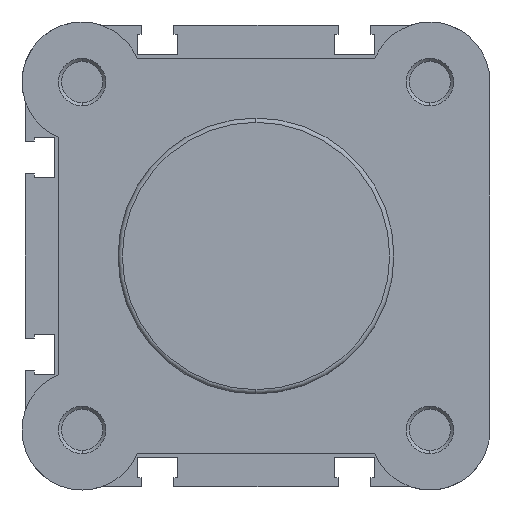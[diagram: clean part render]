
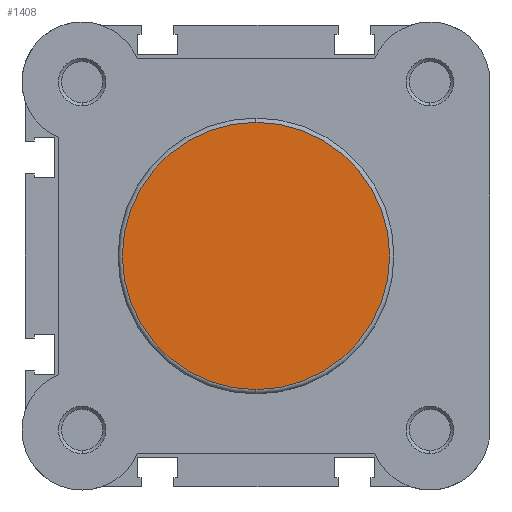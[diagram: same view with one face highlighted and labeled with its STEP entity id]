
A CAD part, left-side view. The second image highlights one B-rep face of the part: STEP entity #1408.
In plain terms, the highlighted planar face has unit normal (-1, 0, 0).
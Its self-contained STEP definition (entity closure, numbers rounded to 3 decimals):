
#130 = EDGE_CURVE ( 'NONE', #580, #555, #2621, .T. ) ;
#166 = AXIS2_PLACEMENT_3D ( 'NONE', #3409, #3411, #3412 ) ;
#191 = AXIS2_PLACEMENT_3D ( 'NONE', #3252, #3253, #3254 ) ;
#276 = EDGE_CURVE ( 'NONE', #555, #580, #2710, .T. ) ;
#555 = VERTEX_POINT ( 'NONE', #3741 ) ;
#580 = VERTEX_POINT ( 'NONE', #3766 ) ;
#1194 = EDGE_LOOP ( 'NONE', ( #2095, #2096 ) ) ;
#1408 = ADVANCED_FACE ( 'NONE', ( #4595 ), #5285, .F. ) ;
#2095 = ORIENTED_EDGE ( 'NONE', *, *, #276, .T. ) ;
#2096 = ORIENTED_EDGE ( 'NONE', *, *, #130, .T. ) ;
#2621 = CIRCLE ( 'NONE', #191, 21.7 ) ;
#2710 = CIRCLE ( 'NONE', #166, 21.7 ) ;
#3252 = CARTESIAN_POINT ( 'NONE',  ( 0., 0., 0. ) ) ;
#3253 = DIRECTION ( 'NONE',  ( -1., 0., 0. ) ) ;
#3254 = DIRECTION ( 'NONE',  ( 0., 0., -1. ) ) ;
#3409 = CARTESIAN_POINT ( 'NONE',  ( 0., 0., 0. ) ) ;
#3411 = DIRECTION ( 'NONE',  ( -1., 0., 0. ) ) ;
#3412 = DIRECTION ( 'NONE',  ( 0., 0., -1. ) ) ;
#3741 = CARTESIAN_POINT ( 'NONE',  ( 0., 0., -21.7 ) ) ;
#3766 = CARTESIAN_POINT ( 'NONE',  ( 0., 0., 21.7 ) ) ;
#4595 = FACE_OUTER_BOUND ( 'NONE', #1194, .T. ) ;
#5285 = PLANE ( 'NONE',  #6389 ) ;
#5351 = CARTESIAN_POINT ( 'NONE',  ( 0., 22.4, 0. ) ) ;
#5360 = DIRECTION ( 'NONE',  ( 1., 0., 0. ) ) ;
#5361 = DIRECTION ( 'NONE',  ( 0., 0., -1. ) ) ;
#6389 = AXIS2_PLACEMENT_3D ( 'NONE', #5351, #5360, #5361 ) ;
